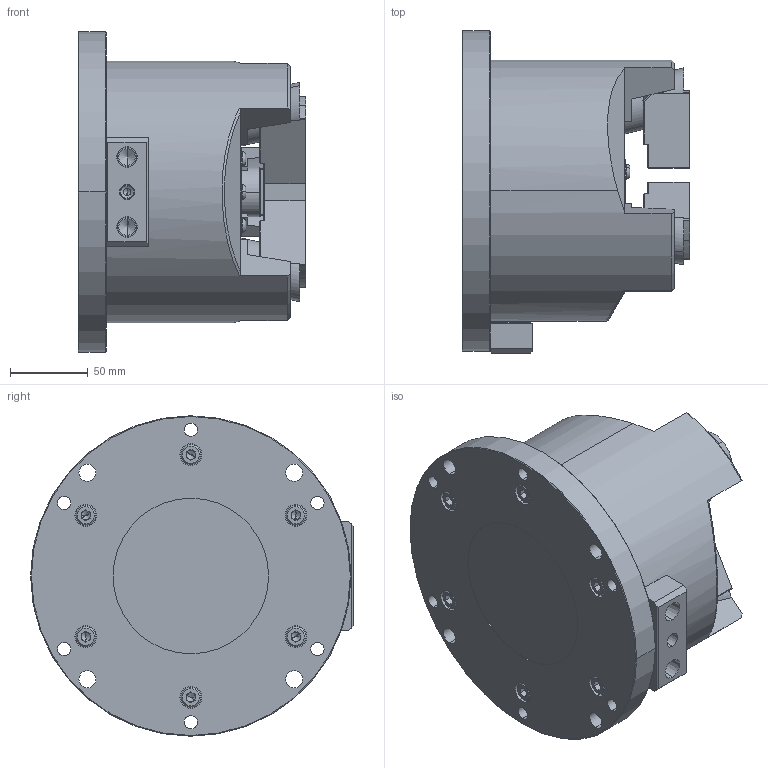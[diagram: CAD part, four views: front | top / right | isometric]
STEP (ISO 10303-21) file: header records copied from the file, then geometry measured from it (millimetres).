
FILE_DESCRIPTION (( 'STEP AP203' ), '1' );
FILE_NAME ('SU-306.STEP', '2017-01-13T09:26:51', ( 'temp' ), ( '' ), 'SwSTEP 2.0', 'SolidWorks 2016', '' );
FILE_SCHEMA (( 'CONFIG_CONTROL_DESIGN' ));
Length unit declared in the file: millimetre
Products named in the file (11): 3U-206-03000; M8x20; 3U-206-07000; M10x25; SU-308-06000; M5x10半圓頭; SU-306-01000; M6x30; SU-306-05000; SU-306; SU-306-06000
Assembly tree (24 placements, depth 2):
  SU-306
    SU-306-01000
    SU-306-05000
    SU-306-06000
    3U-206-03000  x3
    M8x20  x6
    3U-206-07000  x3
    M10x25  x3
    SU-308-06000
    M5x10半圓頭  x3
    M6x30  x2
Bounding box: 146.5 x 207.5 x 206 mm (x, y, z)
Volume: 2185077.7 mm3; surface area: 314396.2 mm2
Topology: 24 solids, 24 shells, 805 faces, 1912 edges, 1138 vertices
Faces by surface type: plane 371, cylinder 233, cone 175, torus 13, bspline 7, sphere 6
Entity records: 14546 total; most frequent: CARTESIAN_POINT 2828, DIRECTION 2247, ORIENTED_EDGE 2020, EDGE_CURVE 1010, AXIS2_PLACEMENT_3D 883, VERTEX_POINT 640, EDGE_LOOP 524, VECTOR 481
